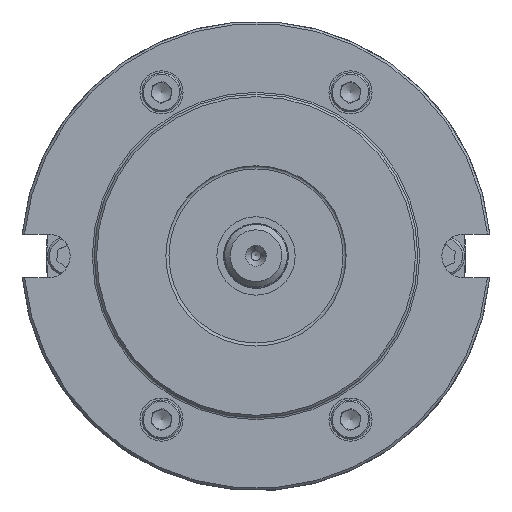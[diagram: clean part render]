
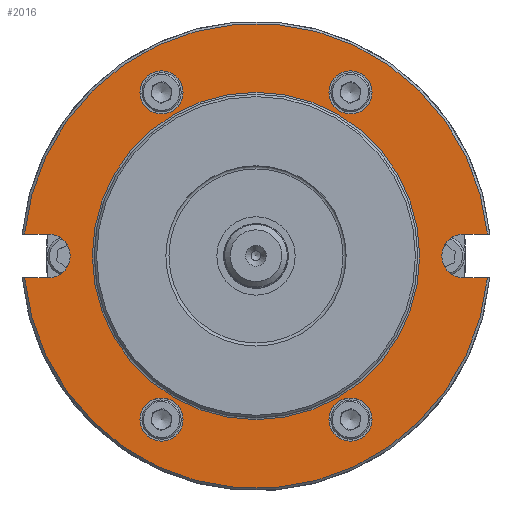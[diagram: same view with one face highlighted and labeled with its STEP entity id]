
A CAD part, top view. The second image highlights one B-rep face of the part: STEP entity #2016.
In plain terms, the highlighted planar face has unit normal (0, 0, 1).
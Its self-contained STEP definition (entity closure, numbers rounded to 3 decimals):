
#698=PLANE('',#13738);
#2016=ADVANCED_FACE('',(#3249,#3250,#3251,#3252,#3253,#3254),#698,.T.);
#3249=FACE_BOUND('',#4088,.T.);
#3250=FACE_BOUND('',#4089,.T.);
#3251=FACE_BOUND('',#4090,.T.);
#3252=FACE_BOUND('',#4091,.T.);
#3253=FACE_BOUND('',#4092,.T.);
#3254=FACE_BOUND('',#4093,.T.);
#4088=EDGE_LOOP('',(#9457,#9458,#9459,#9460,#9461,#9462,#9463,#9464));
#4089=EDGE_LOOP('',(#9465));
#4090=EDGE_LOOP('',(#9466));
#4091=EDGE_LOOP('',(#9467));
#4092=EDGE_LOOP('',(#9468));
#4093=EDGE_LOOP('',(#9469));
#4945=LINE('',#29672,#5971);
#4946=LINE('',#29690,#5972);
#4949=LINE('',#29698,#5975);
#4950=LINE('',#29716,#5976);
#5971=VECTOR('',#16596,1.);
#5972=VECTOR('',#16603,1.);
#5975=VECTOR('',#16612,1.);
#5976=VECTOR('',#16619,1.);
#9457=ORIENTED_EDGE('',*,*,#12503,.F.);
#9458=ORIENTED_EDGE('',*,*,#12502,.T.);
#9459=ORIENTED_EDGE('',*,*,#12499,.F.);
#9460=ORIENTED_EDGE('',*,*,#12497,.F.);
#9461=ORIENTED_EDGE('',*,*,#12495,.F.);
#9462=ORIENTED_EDGE('',*,*,#12493,.T.);
#9463=ORIENTED_EDGE('',*,*,#12491,.F.);
#9464=ORIENTED_EDGE('',*,*,#12488,.F.);
#9465=ORIENTED_EDGE('',*,*,#12487,.T.);
#9466=ORIENTED_EDGE('',*,*,#12486,.T.);
#9467=ORIENTED_EDGE('',*,*,#12485,.T.);
#9468=ORIENTED_EDGE('',*,*,#12484,.T.);
#9469=ORIENTED_EDGE('',*,*,#12504,.T.);
#10719=VERTEX_POINT('',#29655);
#10720=VERTEX_POINT('',#29658);
#10721=VERTEX_POINT('',#29661);
#10722=VERTEX_POINT('',#29664);
#10723=VERTEX_POINT('',#29667);
#10724=VERTEX_POINT('',#29668);
#10725=VERTEX_POINT('',#29673);
#10726=VERTEX_POINT('',#29682);
#10727=VERTEX_POINT('',#29691);
#10728=VERTEX_POINT('',#29695);
#10729=VERTEX_POINT('',#29699);
#10730=VERTEX_POINT('',#29713);
#10731=VERTEX_POINT('',#29719);
#12484=EDGE_CURVE('',#10719,#10719,#12796,.T.);
#12485=EDGE_CURVE('',#10720,#10720,#12797,.T.);
#12486=EDGE_CURVE('',#10721,#10721,#12798,.T.);
#12487=EDGE_CURVE('',#10722,#10722,#12799,.T.);
#12488=EDGE_CURVE('',#10723,#10724,#12800,.T.);
#12491=EDGE_CURVE('',#10724,#10725,#4945,.T.);
#12493=EDGE_CURVE('',#10726,#10725,#12801,.T.);
#12495=EDGE_CURVE('',#10726,#10727,#4946,.T.);
#12497=EDGE_CURVE('',#10727,#10728,#12802,.T.);
#12499=EDGE_CURVE('',#10728,#10729,#4949,.T.);
#12502=EDGE_CURVE('',#10730,#10729,#12803,.T.);
#12503=EDGE_CURVE('',#10730,#10723,#4950,.T.);
#12504=EDGE_CURVE('',#10731,#10731,#12804,.T.);
#12796=CIRCLE('',#13717,5.5);
#12797=CIRCLE('',#13719,5.5);
#12798=CIRCLE('',#13721,5.5);
#12799=CIRCLE('',#13723,5.5);
#12800=CIRCLE('',#13725,5.6);
#12801=CIRCLE('',#13728,59.3);
#12802=CIRCLE('',#13731,5.6);
#12803=CIRCLE('',#13734,59.3);
#12804=CIRCLE('',#13737,41.76);
#13717=AXIS2_PLACEMENT_3D('',#29654,#16574,#16575);
#13719=AXIS2_PLACEMENT_3D('',#29657,#16578,#16579);
#13721=AXIS2_PLACEMENT_3D('',#29660,#16582,#16583);
#13723=AXIS2_PLACEMENT_3D('',#29663,#16586,#16587);
#13725=AXIS2_PLACEMENT_3D('',#29666,#16590,#16591);
#13728=AXIS2_PLACEMENT_3D('',#29681,#16599,#16600);
#13731=AXIS2_PLACEMENT_3D('',#29694,#16607,#16608);
#13734=AXIS2_PLACEMENT_3D('',#29714,#16615,#16616);
#13737=AXIS2_PLACEMENT_3D('',#29718,#16622,#16623);
#13738=AXIS2_PLACEMENT_3D('',#29720,#16624,#16625);
#16574=DIRECTION('',(0.,0.,-1.));
#16575=DIRECTION('',(0.,-1.,0.));
#16578=DIRECTION('',(0.,0.,-1.));
#16579=DIRECTION('',(-0.866,-0.5,0.));
#16582=DIRECTION('',(0.,0.,-1.));
#16583=DIRECTION('',(0.,1.,0.));
#16586=DIRECTION('',(0.,0.,-1.));
#16587=DIRECTION('',(0.866,0.5,0.));
#16590=DIRECTION('',(0.,0.,1.));
#16591=DIRECTION('',(0.,1.,0.));
#16596=DIRECTION('',(1.,0.,0.));
#16599=DIRECTION('',(0.,0.,1.));
#16600=DIRECTION('',(0.,1.,0.));
#16603=DIRECTION('',(1.,0.,0.));
#16607=DIRECTION('',(0.,0.,1.));
#16608=DIRECTION('',(0.,1.,0.));
#16612=DIRECTION('',(-1.,0.,0.));
#16615=DIRECTION('',(0.,0.,1.));
#16616=DIRECTION('',(0.,1.,0.));
#16619=DIRECTION('',(-1.,0.,0.));
#16622=DIRECTION('',(0.,0.,-1.));
#16623=DIRECTION('',(0.,1.,0.));
#16624=DIRECTION('',(0.,0.,1.));
#16625=DIRECTION('',(0.,-1.,0.));
#29654=CARTESIAN_POINT('',(93.332,53.258,280.602));
#29655=CARTESIAN_POINT('',(93.332,47.758,280.602));
#29657=CARTESIAN_POINT('',(45.132,53.258,280.602));
#29658=CARTESIAN_POINT('',(40.368,50.508,280.602));
#29660=CARTESIAN_POINT('',(45.132,136.742,280.602));
#29661=CARTESIAN_POINT('',(45.132,142.242,280.602));
#29663=CARTESIAN_POINT('',(93.332,136.742,280.602));
#29664=CARTESIAN_POINT('',(98.095,139.492,280.602));
#29666=CARTESIAN_POINT('',(122.232,95.,280.602));
#29667=CARTESIAN_POINT('',(122.232,100.6,280.602));
#29668=CARTESIAN_POINT('',(122.232,89.4,280.602));
#29672=CARTESIAN_POINT('',(69.232,89.4,280.602));
#29673=CARTESIAN_POINT('',(128.267,89.4,280.602));
#29681=CARTESIAN_POINT('',(69.232,95.,280.602));
#29682=CARTESIAN_POINT('',(10.197,89.4,280.602));
#29690=CARTESIAN_POINT('',(69.232,89.4,280.602));
#29691=CARTESIAN_POINT('',(16.232,89.4,280.602));
#29694=CARTESIAN_POINT('',(16.232,95.,280.602));
#29695=CARTESIAN_POINT('',(16.232,100.6,280.602));
#29698=CARTESIAN_POINT('',(69.232,100.6,280.602));
#29699=CARTESIAN_POINT('',(10.197,100.6,280.602));
#29713=CARTESIAN_POINT('',(128.267,100.6,280.602));
#29714=CARTESIAN_POINT('',(69.232,95.,280.602));
#29716=CARTESIAN_POINT('',(69.232,100.6,280.602));
#29718=CARTESIAN_POINT('',(69.232,95.,280.602));
#29719=CARTESIAN_POINT('',(69.232,136.76,280.602));
#29720=CARTESIAN_POINT('',(69.232,95.,280.602));
